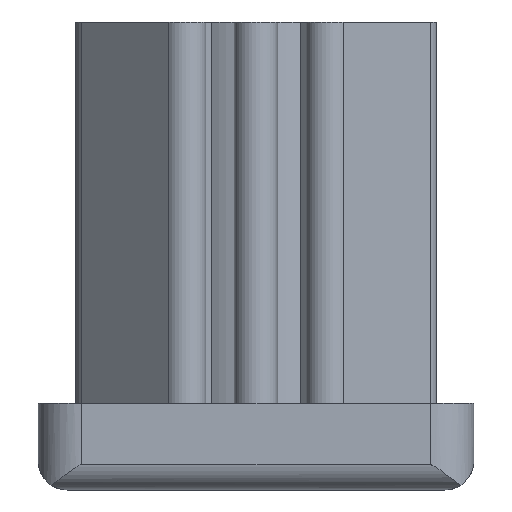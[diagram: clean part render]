
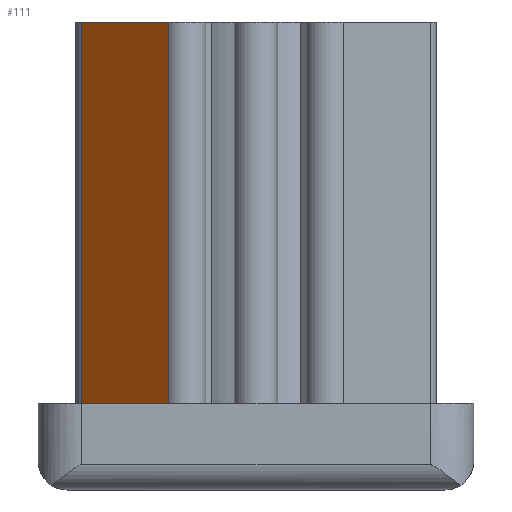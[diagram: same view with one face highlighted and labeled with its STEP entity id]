
A CAD part, left-side view. The second image highlights one B-rep face of the part: STEP entity #111.
In plain terms, the highlighted planar face has unit normal (-0.707, 0.707, 0).
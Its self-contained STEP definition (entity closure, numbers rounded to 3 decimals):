
#111 = ADVANCED_FACE( '', ( #275 ), #276, .F. );
#275 = FACE_OUTER_BOUND( '', #490, .T. );
#276 = PLANE( '', #491 );
#490 = EDGE_LOOP( '', ( #842, #843, #844, #845 ) );
#491 = AXIS2_PLACEMENT_3D( '', #846, #847, #848 );
#842 = ORIENTED_EDGE( '', *, *, #1437, .T. );
#843 = ORIENTED_EDGE( '', *, *, #1344, .T. );
#844 = ORIENTED_EDGE( '', *, *, #1438, .F. );
#845 = ORIENTED_EDGE( '', *, *, #1428, .F. );
#846 = CARTESIAN_POINT( '', ( -8., 16., 43. ) );
#847 = DIRECTION( '', ( 0.707, -0.707, 0. ) );
#848 = DIRECTION( '', ( 0.707, 0.707, 0. ) );
#1344 = EDGE_CURVE( '', #1629, #1627, #1630, .T. );
#1428 = EDGE_CURVE( '', #1784, #1786, #1787, .T. );
#1437 = EDGE_CURVE( '', #1784, #1629, #1801, .T. );
#1438 = EDGE_CURVE( '', #1786, #1627, #1802, .T. );
#1627 = VERTEX_POINT( '', #2031 );
#1629 = VERTEX_POINT( '', #2033 );
#1630 = LINE( '', #2034, #2035 );
#1784 = VERTEX_POINT( '', #2257 );
#1786 = VERTEX_POINT( '', #2259 );
#1787 = LINE( '', #2260, #2261 );
#1801 = LINE( '', #2278, #2279 );
#1802 = LINE( '', #2280, #2281 );
#2031 = CARTESIAN_POINT( '', ( -16., 8., 8. ) );
#2033 = CARTESIAN_POINT( '', ( -8., 16., 8. ) );
#2034 = CARTESIAN_POINT( '', ( -8., 16., 8. ) );
#2035 = VECTOR( '', #2624, 1000. );
#2257 = CARTESIAN_POINT( '', ( -8., 16., 43. ) );
#2259 = CARTESIAN_POINT( '', ( -16., 8., 43. ) );
#2260 = CARTESIAN_POINT( '', ( -8., 16., 43. ) );
#2261 = VECTOR( '', #2772, 1000. );
#2278 = CARTESIAN_POINT( '', ( -8., 16., 43. ) );
#2279 = VECTOR( '', #2788, 1000. );
#2280 = CARTESIAN_POINT( '', ( -16., 8., 43. ) );
#2281 = VECTOR( '', #2789, 1000. );
#2624 = DIRECTION( '', ( -0.707, -0.707, 0. ) );
#2772 = DIRECTION( '', ( -0.707, -0.707, 0. ) );
#2788 = DIRECTION( '', ( 0., 0., -1. ) );
#2789 = DIRECTION( '', ( 0., 0., -1. ) );
